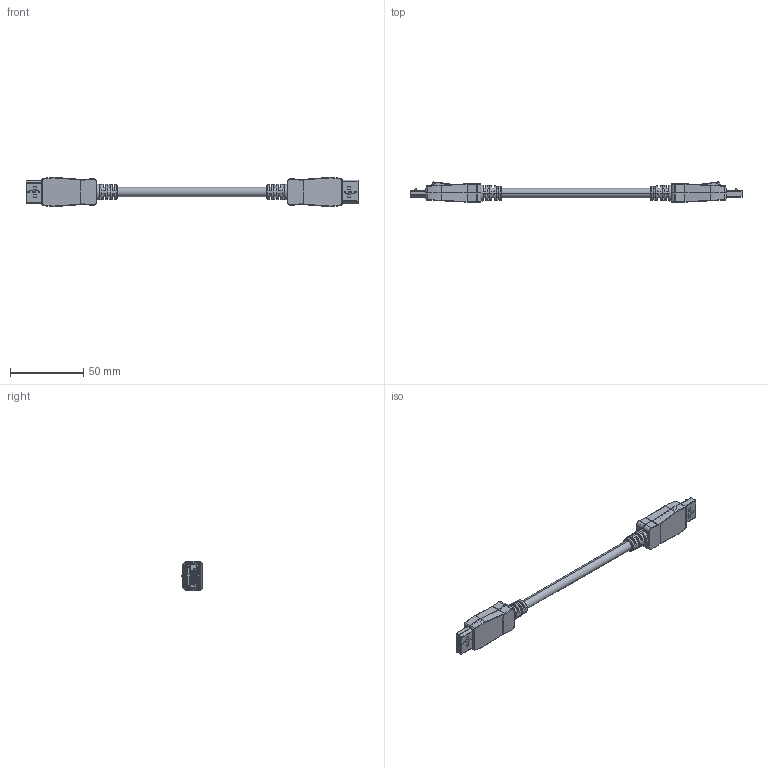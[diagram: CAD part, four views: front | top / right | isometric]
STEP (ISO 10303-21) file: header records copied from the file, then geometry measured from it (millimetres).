
FILE_DESCRIPTION (( 'STEP AP214' ), '1' );
FILE_NAME ('DPCAZMM-X_3D.STEP', '2020-04-09T20:14:19', ( '' ), ( '' ), 'SwSTEP 2.0', 'SolidWorks 2018', '' );
FILE_SCHEMA (( 'AUTOMOTIVE_DESIGN' ));
Length unit declared in the file: inch
Products named in the file (12): 1AH04-003-MA3___; 1AH04-003-MA5___; DPCAZMM-X_3D; 1AH04-003-MA2___; 1AH04-003-MA4_Without Crimp; 1AH04-003_Without Crimp; 1AH04-003-MA7___; CABLE DPCAMM_5" LONG; 1AH04-003-MA1___; 1AJ07-013___; 1AH04-003-MA6___; 3AB19-024_Without Crimp
Assembly tree (12 placements, depth 4):
  DPCAZMM-X_3D
    CABLE DPCAMM_5" LONG
    3AB19-024_Without Crimp  x2
      1AH04-003_Without Crimp
        1AH04-003-MA1___
        1AH04-003-MA2___
        1AH04-003-MA3___
        1AH04-003-MA4_Without Crimp
        1AH04-003-MA5___
        1AH04-003-MA6___
        1AH04-003-MA7___
        1AJ07-013___
Bounding box: 227.17 x 13.75 x 19.98 mm (x, y, z)
Volume: 14504.9 mm3; surface area: 26126.8 mm2
Topology: 19 solids, 19 shells, 3370 faces, 9496 edges, 6210 vertices
Faces by surface type: plane 2564, cylinder 562, bspline 132, cone 60, torus 52
Entity records: 60639 total; most frequent: CARTESIAN_POINT 11796, ORIENTED_EDGE 9502, DIRECTION 8507, EDGE_CURVE 4751, VECTOR 3785, LINE 3785, VERTEX_POINT 3107, AXIS2_PLACEMENT_3D 2361
